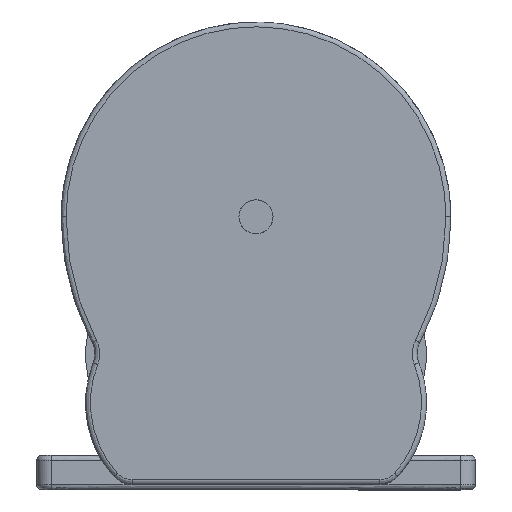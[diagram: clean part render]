
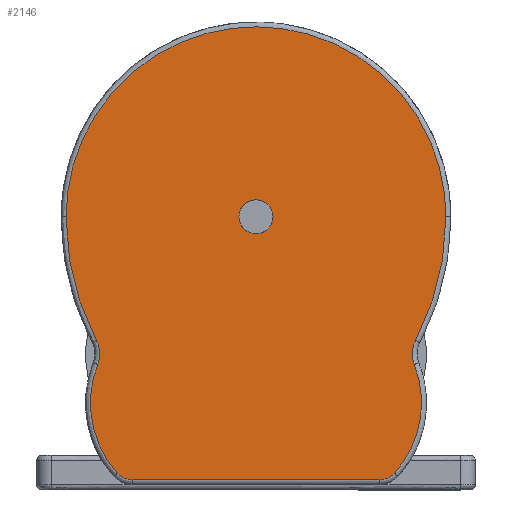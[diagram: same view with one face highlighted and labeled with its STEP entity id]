
A CAD part, top view. The second image highlights one B-rep face of the part: STEP entity #2146.
In plain terms, the highlighted free-form (B-spline) face has degree [1, 1] with [2, 2] control points.
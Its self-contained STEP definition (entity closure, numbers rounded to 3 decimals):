
#22 = VERTEX_POINT('',#23);
#23 = CARTESIAN_POINT('',(-10.093,161.488,0.));
#41 = EDGE_CURVE('',#22,#22,#42,.T.);
#42 = ( BOUNDED_CURVE() B_SPLINE_CURVE(2,(#43,#44,#45,#46,#47,#48,#49),
.UNSPECIFIED.,.T.,.F.) B_SPLINE_CURVE_WITH_KNOTS((3,2,2,3),(
    3.142,5.236,7.33,9.425),
.PIECEWISE_BEZIER_KNOTS.) CURVE() GEOMETRIC_REPRESENTATION_ITEM() 
RATIONAL_B_SPLINE_CURVE((1.,0.5,1.,0.5,1.,0.5,1.)) REPRESENTATION_ITEM(
  '') );
#43 = CARTESIAN_POINT('',(-10.093,161.488,0.));
#44 = CARTESIAN_POINT('',(-10.093,178.97,0.));
#45 = CARTESIAN_POINT('',(5.047,170.229,0.));
#46 = CARTESIAN_POINT('',(20.186,161.488,0.));
#47 = CARTESIAN_POINT('',(5.047,152.747,0.));
#48 = CARTESIAN_POINT('',(-10.093,144.006,0.));
#49 = CARTESIAN_POINT('',(-10.093,161.488,0.));
#1635 = VERTEX_POINT('',#1636);
#1636 = CARTESIAN_POINT('',(112.465,161.488,0.));
#1655 = VERTEX_POINT('',#1656);
#1656 = CARTESIAN_POINT('',(-112.465,161.488,0.));
#1662 = EDGE_CURVE('',#1655,#1635,#1663,.T.);
#1663 = ( BOUNDED_CURVE() B_SPLINE_CURVE(2,(#1664,#1665,#1666,#1667,
#1668),.UNSPECIFIED.,.F.,.F.) B_SPLINE_CURVE_WITH_KNOTS((3,2,3),(
    4.712,6.283,7.854),
.PIECEWISE_BEZIER_KNOTS.) CURVE() GEOMETRIC_REPRESENTATION_ITEM() 
RATIONAL_B_SPLINE_CURVE((1.,0.707,1.,0.707,1.)) 
REPRESENTATION_ITEM('') );
#1664 = CARTESIAN_POINT('',(-112.465,161.488,0.));
#1665 = CARTESIAN_POINT('',(-112.465,273.953,0.));
#1666 = CARTESIAN_POINT('',(0.,273.953,0.));
#1667 = CARTESIAN_POINT('',(112.465,273.953,0.));
#1668 = CARTESIAN_POINT('',(112.465,161.488,0.));
#1692 = VERTEX_POINT('',#1693);
#1693 = CARTESIAN_POINT('',(-94.492,88.347,0.));
#1699 = EDGE_CURVE('',#1692,#1655,#1700,.T.);
#1700 = ( BOUNDED_CURVE() B_SPLINE_CURVE(2,(#1701,#1702,#1703),
.UNSPECIFIED.,.F.,.F.) B_SPLINE_CURVE_WITH_KNOTS((3,3),(6.042,
6.524),.PIECEWISE_BEZIER_KNOTS.) CURVE() 
GEOMETRIC_REPRESENTATION_ITEM() RATIONAL_B_SPLINE_CURVE((1.,
0.971,1.)) REPRESENTATION_ITEM('') );
#1701 = CARTESIAN_POINT('',(-94.492,88.347,0.));
#1702 = CARTESIAN_POINT('',(-112.465,122.709,0.));
#1703 = CARTESIAN_POINT('',(-112.465,161.488,0.));
#1728 = VERTEX_POINT('',#1729);
#1729 = CARTESIAN_POINT('',(-93.727,73.982,0.));
#1735 = EDGE_CURVE('',#1728,#1692,#1736,.T.);
#1736 = ( BOUNDED_CURVE() B_SPLINE_CURVE(2,(#1737,#1738,#1739),
.UNSPECIFIED.,.F.,.F.) B_SPLINE_CURVE_WITH_KNOTS((3,3),(5.854,
6.712),.PIECEWISE_BEZIER_KNOTS.) CURVE() 
GEOMETRIC_REPRESENTATION_ITEM() RATIONAL_B_SPLINE_CURVE((1.,
0.91,1.)) REPRESENTATION_ITEM('') );
#1737 = CARTESIAN_POINT('',(-93.727,73.982,0.));
#1738 = CARTESIAN_POINT('',(-90.827,81.339,0.));
#1739 = CARTESIAN_POINT('',(-94.492,88.347,0.));
#1764 = VERTEX_POINT('',#1765);
#1765 = CARTESIAN_POINT('',(-81.927,9.544,0.));
#1771 = EDGE_CURVE('',#1764,#1728,#1772,.T.);
#1772 = ( BOUNDED_CURVE() B_SPLINE_CURVE(2,(#1773,#1774,#1775),
.UNSPECIFIED.,.F.,.F.) B_SPLINE_CURVE_WITH_KNOTS((3,3),(5.727,
6.84),.PIECEWISE_BEZIER_KNOTS.) CURVE() 
GEOMETRIC_REPRESENTATION_ITEM() RATIONAL_B_SPLINE_CURVE((1.,
0.849,1.)) REPRESENTATION_ITEM('') );
#1773 = CARTESIAN_POINT('',(-81.927,9.544,0.));
#1774 = CARTESIAN_POINT('',(-107.874,38.092,0.));
#1775 = CARTESIAN_POINT('',(-93.727,73.982,0.));
#1800 = VERTEX_POINT('',#1801);
#1801 = CARTESIAN_POINT('',(-73.391,5.767,0.));
#1807 = EDGE_CURVE('',#1800,#1764,#1808,.T.);
#1808 = ( BOUNDED_CURVE() B_SPLINE_CURVE(2,(#1809,#1810,#1811),
.UNSPECIFIED.,.F.,.F.) B_SPLINE_CURVE_WITH_KNOTS((3,3),(5.867,
6.7),.PIECEWISE_BEZIER_KNOTS.) CURVE() 
GEOMETRIC_REPRESENTATION_ITEM() RATIONAL_B_SPLINE_CURVE((1.,
0.914,1.)) REPRESENTATION_ITEM('') );
#1809 = CARTESIAN_POINT('',(-73.391,5.767,0.));
#1810 = CARTESIAN_POINT('',(-78.494,5.767,0.));
#1811 = CARTESIAN_POINT('',(-81.927,9.544,0.));
#1836 = VERTEX_POINT('',#1837);
#1837 = CARTESIAN_POINT('',(73.391,5.767,0.));
#1843 = EDGE_CURVE('',#1836,#1800,#1844,.T.);
#1844 = B_SPLINE_CURVE_WITH_KNOTS('',1,(#1845,#1846),.UNSPECIFIED.,.F.,
  .F.,(2,2),(-10.9,90.9),.PIECEWISE_BEZIER_KNOTS.);
#1845 = CARTESIAN_POINT('',(73.391,5.767,0.));
#1846 = CARTESIAN_POINT('',(-73.391,5.767,0.));
#1867 = VERTEX_POINT('',#1868);
#1868 = CARTESIAN_POINT('',(81.927,9.544,0.));
#1874 = EDGE_CURVE('',#1867,#1836,#1875,.T.);
#1875 = ( BOUNDED_CURVE() B_SPLINE_CURVE(2,(#1876,#1877,#1878),
.UNSPECIFIED.,.F.,.F.) B_SPLINE_CURVE_WITH_KNOTS((3,3),(5.867,
6.7),.PIECEWISE_BEZIER_KNOTS.) CURVE() 
GEOMETRIC_REPRESENTATION_ITEM() RATIONAL_B_SPLINE_CURVE((1.,
0.914,1.)) REPRESENTATION_ITEM('') );
#1876 = CARTESIAN_POINT('',(81.927,9.544,0.));
#1877 = CARTESIAN_POINT('',(78.494,5.767,0.));
#1878 = CARTESIAN_POINT('',(73.391,5.767,0.));
#1903 = VERTEX_POINT('',#1904);
#1904 = CARTESIAN_POINT('',(93.727,73.982,0.));
#1910 = EDGE_CURVE('',#1903,#1867,#1911,.T.);
#1911 = ( BOUNDED_CURVE() B_SPLINE_CURVE(2,(#1912,#1913,#1914),
.UNSPECIFIED.,.F.,.F.) B_SPLINE_CURVE_WITH_KNOTS((3,3),(5.727,
6.84),.PIECEWISE_BEZIER_KNOTS.) CURVE() 
GEOMETRIC_REPRESENTATION_ITEM() RATIONAL_B_SPLINE_CURVE((1.,
0.849,1.)) REPRESENTATION_ITEM('') );
#1912 = CARTESIAN_POINT('',(93.727,73.982,0.));
#1913 = CARTESIAN_POINT('',(107.874,38.092,0.));
#1914 = CARTESIAN_POINT('',(81.927,9.544,0.));
#1939 = VERTEX_POINT('',#1940);
#1940 = CARTESIAN_POINT('',(94.492,88.347,0.));
#1946 = EDGE_CURVE('',#1939,#1903,#1947,.T.);
#1947 = ( BOUNDED_CURVE() B_SPLINE_CURVE(2,(#1948,#1949,#1950),
.UNSPECIFIED.,.F.,.F.) B_SPLINE_CURVE_WITH_KNOTS((3,3),(5.854,
6.712),.PIECEWISE_BEZIER_KNOTS.) CURVE() 
GEOMETRIC_REPRESENTATION_ITEM() RATIONAL_B_SPLINE_CURVE((1.,
0.91,1.)) REPRESENTATION_ITEM('') );
#1948 = CARTESIAN_POINT('',(94.492,88.347,0.));
#1949 = CARTESIAN_POINT('',(90.827,81.339,0.));
#1950 = CARTESIAN_POINT('',(93.727,73.982,0.));
#1973 = EDGE_CURVE('',#1635,#1939,#1974,.T.);
#1974 = ( BOUNDED_CURVE() B_SPLINE_CURVE(2,(#1975,#1976,#1977),
.UNSPECIFIED.,.F.,.F.) B_SPLINE_CURVE_WITH_KNOTS((3,3),(6.042,
6.524),.PIECEWISE_BEZIER_KNOTS.) CURVE() 
GEOMETRIC_REPRESENTATION_ITEM() RATIONAL_B_SPLINE_CURVE((1.,
0.971,1.)) REPRESENTATION_ITEM('') );
#1975 = CARTESIAN_POINT('',(112.465,161.488,0.));
#1976 = CARTESIAN_POINT('',(112.465,122.709,0.));
#1977 = CARTESIAN_POINT('',(94.492,88.347,0.));
#2146 = ADVANCED_FACE('',(#2147,#2159),#2162,.T.);
#2147 = FACE_BOUND('',#2148,.T.);
#2148 = EDGE_LOOP('',(#2149,#2150,#2151,#2152,#2153,#2154,#2155,#2156,
    #2157,#2158));
#2149 = ORIENTED_EDGE('',*,*,#1662,.F.);
#2150 = ORIENTED_EDGE('',*,*,#1699,.F.);
#2151 = ORIENTED_EDGE('',*,*,#1735,.F.);
#2152 = ORIENTED_EDGE('',*,*,#1771,.F.);
#2153 = ORIENTED_EDGE('',*,*,#1807,.F.);
#2154 = ORIENTED_EDGE('',*,*,#1843,.F.);
#2155 = ORIENTED_EDGE('',*,*,#1874,.F.);
#2156 = ORIENTED_EDGE('',*,*,#1910,.F.);
#2157 = ORIENTED_EDGE('',*,*,#1946,.F.);
#2158 = ORIENTED_EDGE('',*,*,#1973,.F.);
#2159 = FACE_BOUND('',#2160,.T.);
#2160 = EDGE_LOOP('',(#2161));
#2161 = ORIENTED_EDGE('',*,*,#41,.T.);
#2162 = B_SPLINE_SURFACE_WITH_KNOTS('',1,1,(
    (#2163,#2164)
    ,(#2165,#2166
    )),.UNSPECIFIED.,.F.,.F.,.F.,(2,2),(2,2),(-78.,78.),(-93.,93.),
  .PIECEWISE_BEZIER_KNOTS.);
#2163 = CARTESIAN_POINT('',(-112.465,5.767,0.));
#2164 = CARTESIAN_POINT('',(-112.465,273.953,0.));
#2165 = CARTESIAN_POINT('',(112.465,5.767,0.));
#2166 = CARTESIAN_POINT('',(112.465,273.953,0.));
